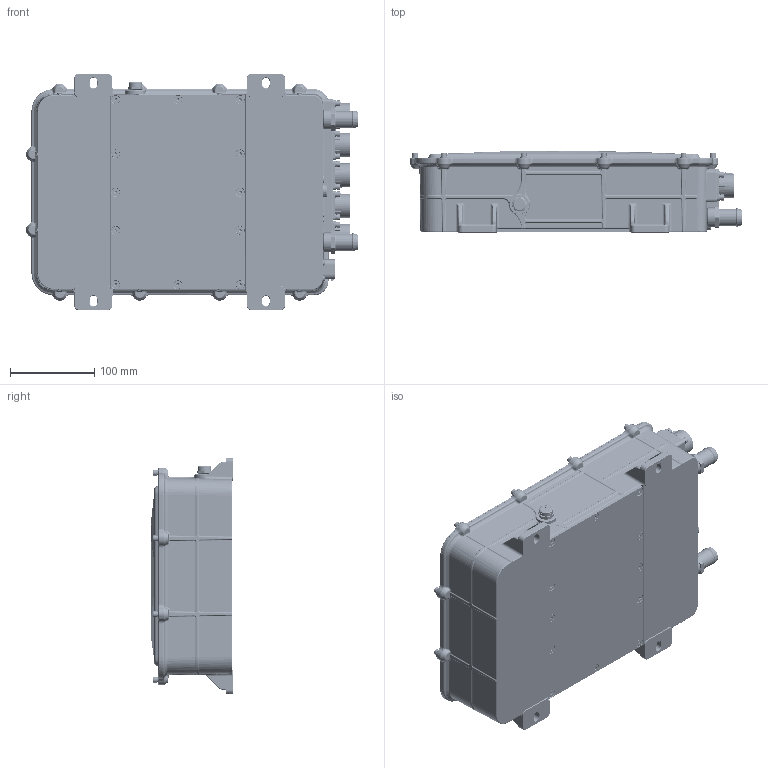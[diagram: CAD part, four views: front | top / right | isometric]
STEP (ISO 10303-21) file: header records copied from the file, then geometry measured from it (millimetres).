
FILE_DESCRIPTION((''),'2;1');
FILE_NAME('ASM0001_ASM_311_ASM_1_ASM','2021-03-22T09:26:11',('WISE'),(''),'CREO PARAMETRIC BY PTC INC, 2018100','CREO PARAMETRIC BY PTC INC, 2018100','');
FILE_SCHEMA(('AUTOMOTIVE_DESIGN { 1 0 10303 214 1 1 1 1 }'));
Products named in the file (15): 5G0001_424_1; 35PIN00_2_1; 4AM8_654_009_AM1200001_2_1; PL00X-301-10M8_000_1_1; PRT0002_1; 5G00_4_1; M12-GJ_21_2_1; YAGAI-GJ_16_2_1; O-RING-W_1_2_1; M12-GJ_ASM_10_ASM_1_ASM_1_ASM; VV-M329-00-111_ASM_1_ASM_1_ASM; _M5X140001_4_1; M4140001_4_1; _ST2_9X130001_3_1; ASM0001_ASM_311_ASM_1_ASM
Assembly tree (64 placements, depth 4):
  ASM0001_ASM_311_ASM_1_ASM
    5G0001_424_1
    35PIN00_2_1
    4AM8_654_009_AM1200001_2_1  x2
    PL00X-301-10M8_000_1_1  x5
    PRT0002_1
    5G00_4_1
    VV-M329-00-111_ASM_1_ASM_1_ASM
      M12-GJ_ASM_10_ASM_1_ASM_1_ASM
        M12-GJ_21_2_1
        YAGAI-GJ_16_2_1
        O-RING-W_1_2_1
    _M5X140001_4_1  x12
    M4140001_4_1  x32
    _ST2_9X130001_3_1  x4
Bounding box: 394.5 x 97.75 x 280.5 mm (x, y, z)
Volume: 6824191.7 mm3; surface area: 1081749.7 mm2
Topology: 62 solids, 141 shells, 9432 faces, 24239 edges, 15274 vertices
Faces by surface type: plane 3525, cylinder 2678, cone 1121, torus 904, bspline 893, extrusion 195, sphere 100, revolution 16
Entity records: 282474 total; most frequent: CARTESIAN_POINT 112618, ORIENTED_EDGE 32591, DIRECTION 30876, EDGE_CURVE 16466, AXIS2_PLACEMENT_3D 11608, VERTEX_POINT 10463, VECTOR 7644, LINE 7505
